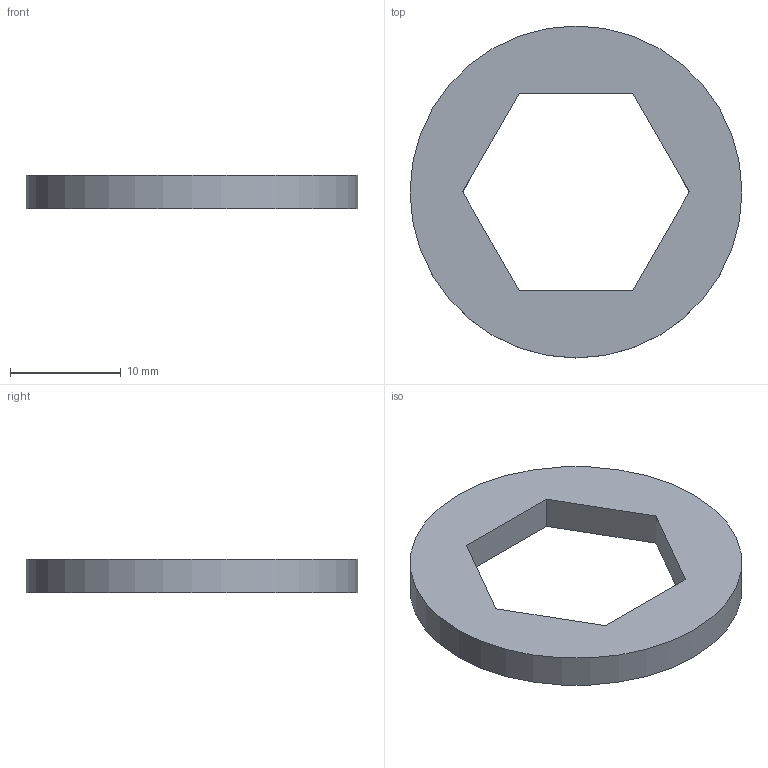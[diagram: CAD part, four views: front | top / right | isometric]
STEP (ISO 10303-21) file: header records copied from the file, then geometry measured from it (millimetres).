
FILE_DESCRIPTION(/* description */ (''),/* implementation_level */ '2;1');
FILE_NAME(/* name */ 'Flux Finished forever.step',/* time_stamp */ '2025-11-22T18:54:32-08:00',/* author */ (''),/* organization */ (''),/* preprocessor_version */ 'ST-DEVELOPER v20.1',/* originating_system */ 'Autodesk Translation Framework v14.21.0.0',/* authorisation */ '');
FILE_SCHEMA (('AUTOMOTIVE_DESIGN { 1 0 10303 214 3 1 1 }'));
Length unit declared in the file: millimetre
Products named in the file (1): Flux Finished forever
Bounding box: 30 x 30 x 3 mm (x, y, z)
Volume: 1110.8 mm3; surface area: 1695.5 mm2
Topology: 1 solids, 7 shells, 27 faces, 39 edges, 26 vertices
Faces by surface type: plane 20, cylinder 7
Full cylindrical faces by diameter (mm): 4.5 x6, 30 x1
Entity records: 612 total; most frequent: DIRECTION 109, CARTESIAN_POINT 93, ORIENTED_EDGE 78, AXIS2_PLACEMENT_3D 42, EDGE_CURVE 39, EDGE_LOOP 29, FACE_OUTER_BOUND 27, ADVANCED_FACE 27
